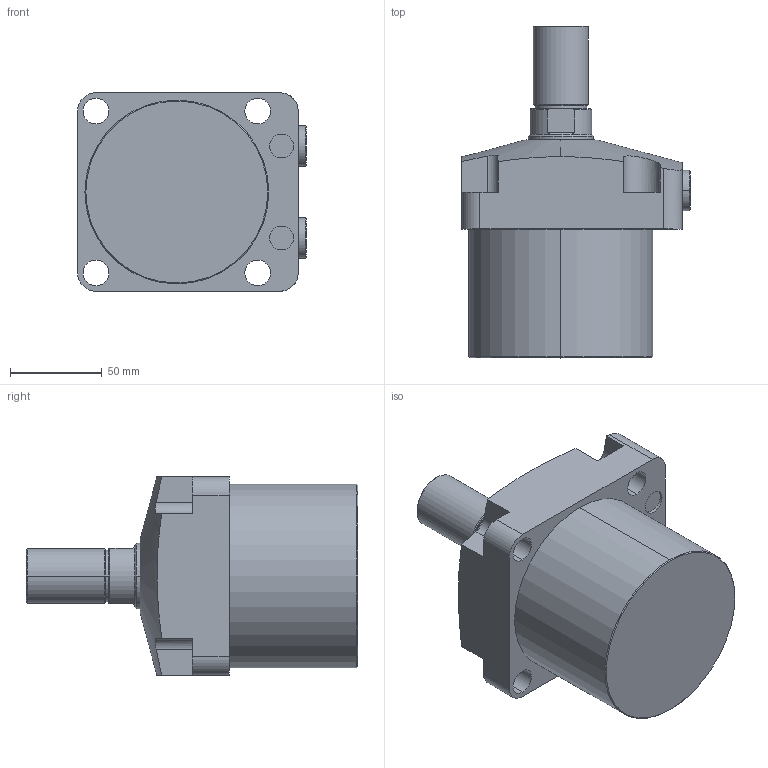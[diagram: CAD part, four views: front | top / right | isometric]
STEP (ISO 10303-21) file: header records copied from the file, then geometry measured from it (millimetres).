
FILE_DESCRIPTION (( 'STEP AP203' ), '1' );
FILE_NAME ('CNA25-50M.STEP', '2019-09-23T00:21:03', ( '微软用户' ), ( '微软中国' ), 'SwSTEP 2.0', 'SolidWorks 2012', '' );
FILE_SCHEMA (( 'CONFIG_CONTROL_DESIGN' ));
Length unit declared in the file: millimetre
Products named in the file (4): CNA25-50M; 黑芛3-8; 25-50M; CNA25-50P
Assembly tree (4 placements, depth 2):
  CNA25-50M
    CNA25-50P
    25-50M
    黑芛3-8  x2
Bounding box: 124.5 x 180.5 x 108 mm (x, y, z)
Volume: 1140173.2 mm3; surface area: 87049.4 mm2
Topology: 4 solids, 4 shells, 139 faces, 322 edges, 203 vertices
Faces by surface type: plane 56, cylinder 54, cone 29
Entity records: 3997 total; most frequent: CARTESIAN_POINT 851, DIRECTION 595, ORIENTED_EDGE 540, EDGE_CURVE 270, AXIS2_PLACEMENT_3D 233, VERTEX_POINT 173, EDGE_LOOP 137, VECTOR 129
